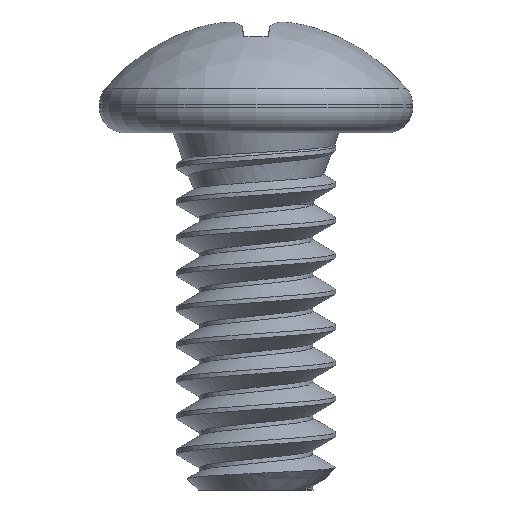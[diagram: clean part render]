
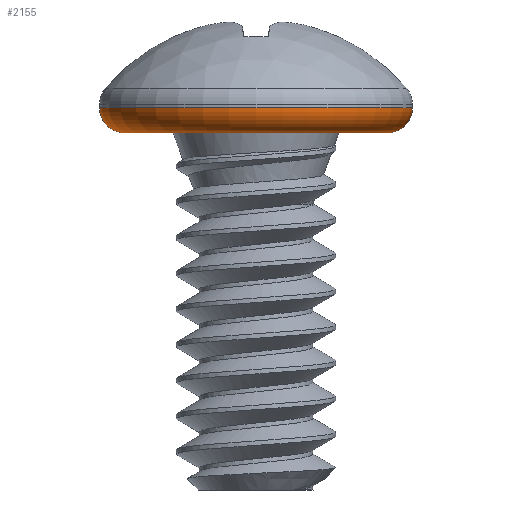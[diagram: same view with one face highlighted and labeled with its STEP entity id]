
A CAD part, left-side view. The second image highlights one B-rep face of the part: STEP entity #2155.
In plain terms, the highlighted toroidal (fillet/blend) face has major radius 2.336 mm and minor radius 0.445 mm.
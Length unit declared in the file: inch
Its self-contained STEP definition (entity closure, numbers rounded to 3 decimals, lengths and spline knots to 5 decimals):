
#181 = FACE_OUTER_BOUND ( 'NONE', #606, .T. ) ;
#353 = EDGE_CURVE ( 'NONE', #4300, #3325, #2252, .T. ) ;
#388 = AXIS2_PLACEMENT_3D ( 'NONE', #1533, #830, #4002 ) ;
#435 = EDGE_CURVE ( 'NONE', #2164, #445, #3686, .T. ) ;
#445 = VERTEX_POINT ( 'NONE', #3583 ) ;
#521 = CARTESIAN_POINT ( 'NONE',  ( 0., -0.09198, 0.085 ) ) ;
#606 = EDGE_LOOP ( 'NONE', ( #1725, #4504, #1875, #788 ) ) ;
#642 = CIRCLE ( 'NONE', #388, 0.01752 ) ;
#788 = ORIENTED_EDGE ( 'NONE', *, *, #435, .F. ) ;
#830 = DIRECTION ( 'NONE',  ( -1., 0., 0. ) ) ;
#874 = AXIS2_PLACEMENT_3D ( 'NONE', #1630, #1993, #4469 ) ;
#948 = DIRECTION ( 'NONE',  ( 0., -1., 0. ) ) ;
#977 = CIRCLE ( 'NONE', #874, 0.01752 ) ;
#998 = DIRECTION ( 'NONE',  ( 0., 0., 1. ) ) ;
#1481 = DIRECTION ( 'NONE',  ( 0., -1., 0. ) ) ;
#1533 = CARTESIAN_POINT ( 'NONE',  ( 0., -0.09198, 0.10252 ) ) ;
#1630 = CARTESIAN_POINT ( 'NONE',  ( 0., 0.09198, 0.10252 ) ) ;
#1653 = EDGE_CURVE ( 'NONE', #3325, #445, #642, .T. ) ;
#1725 = ORIENTED_EDGE ( 'NONE', *, *, #3435, .F. ) ;
#1783 = DIRECTION ( 'NONE',  ( 0., 0., 1. ) ) ;
#1814 = CARTESIAN_POINT ( 'NONE',  ( 0., 0., 0.10252 ) ) ;
#1875 = ORIENTED_EDGE ( 'NONE', *, *, #1653, .T. ) ;
#1993 = DIRECTION ( 'NONE',  ( 1., 0., 0. ) ) ;
#2106 = CARTESIAN_POINT ( 'NONE',  ( 0., 0.09198, 0.085 ) ) ;
#2155 = ADVANCED_FACE ( 'NONE', ( #181 ), #4112, .T. ) ;
#2164 = VERTEX_POINT ( 'NONE', #3896 ) ;
#2252 = CIRCLE ( 'NONE', #2471, 0.09198 ) ;
#2471 = AXIS2_PLACEMENT_3D ( 'NONE', #4507, #3070, #948 ) ;
#2536 = CARTESIAN_POINT ( 'NONE',  ( 0., 0., 0.10252 ) ) ;
#2719 = AXIS2_PLACEMENT_3D ( 'NONE', #2536, #1783, #1481 ) ;
#3070 = DIRECTION ( 'NONE',  ( 0., 0., 1. ) ) ;
#3325 = VERTEX_POINT ( 'NONE', #521 ) ;
#3435 = EDGE_CURVE ( 'NONE', #4300, #2164, #977, .T. ) ;
#3583 = CARTESIAN_POINT ( 'NONE',  ( 0., -0.1095, 0.10252 ) ) ;
#3686 = CIRCLE ( 'NONE', #3814, 0.1095 ) ;
#3814 = AXIS2_PLACEMENT_3D ( 'NONE', #1814, #998, #3923 ) ;
#3896 = CARTESIAN_POINT ( 'NONE',  ( 0., 0.1095, 0.10252 ) ) ;
#3923 = DIRECTION ( 'NONE',  ( 0., -1., 0. ) ) ;
#4002 = DIRECTION ( 'NONE',  ( 0., 0., 1. ) ) ;
#4112 = TOROIDAL_SURFACE ( 'NONE', #2719, 0.09198, 0.01752 ) ;
#4300 = VERTEX_POINT ( 'NONE', #2106 ) ;
#4469 = DIRECTION ( 'NONE',  ( 0., 1., 0. ) ) ;
#4504 = ORIENTED_EDGE ( 'NONE', *, *, #353, .T. ) ;
#4507 = CARTESIAN_POINT ( 'NONE',  ( 0., 0., 0.085 ) ) ;
